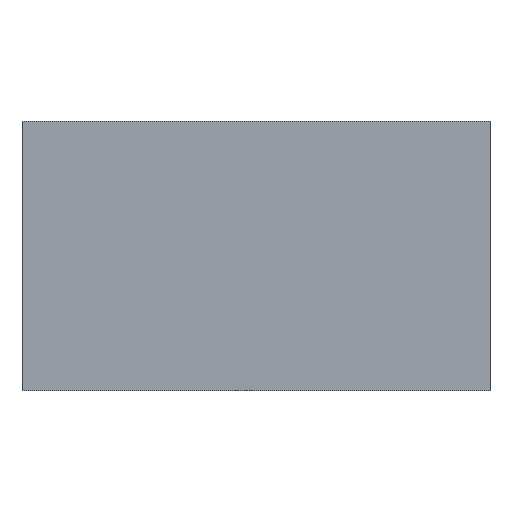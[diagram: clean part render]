
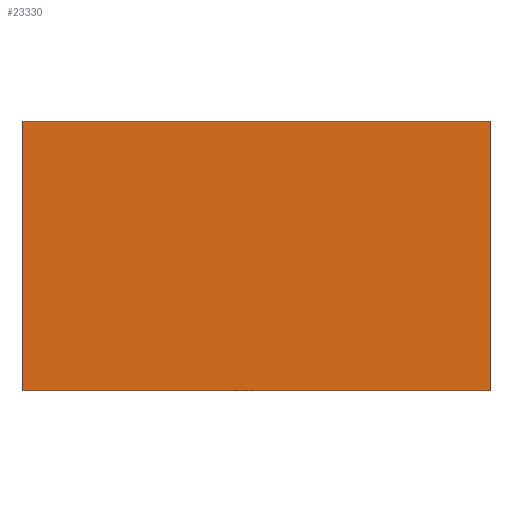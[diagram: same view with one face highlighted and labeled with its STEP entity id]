
A CAD part, front view. The second image highlights one B-rep face of the part: STEP entity #23330.
In plain terms, the highlighted planar face has unit normal (0, -1, 0).
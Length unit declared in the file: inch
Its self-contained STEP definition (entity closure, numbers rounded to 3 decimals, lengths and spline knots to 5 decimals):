
#1=DIRECTION('',(0.,0.,-1.));
#2=VECTOR('',#1,1.25984);
#3=CARTESIAN_POINT('',(0.,0.,0.));
#4=LINE('',#3,#2);
#5=DIRECTION('',(-1.,0.,0.));
#6=VECTOR('',#5,2.18504);
#7=CARTESIAN_POINT('',(2.18504,0.,0.));
#8=LINE('',#7,#6);
#9=DIRECTION('',(0.,0.,1.));
#10=VECTOR('',#9,1.25984);
#11=CARTESIAN_POINT('',(2.18504,0.,-1.25984));
#12=LINE('',#11,#10);
#13=DIRECTION('',(1.,0.,0.));
#14=VECTOR('',#13,2.18504);
#15=CARTESIAN_POINT('',(0.,0.,-1.25984));
#16=LINE('',#15,#14);
#18583=CARTESIAN_POINT('',(0.,0.,0.));
#18584=CARTESIAN_POINT('',(0.,0.,-1.25984));
#18585=VERTEX_POINT('',#18583);
#18586=VERTEX_POINT('',#18584);
#18587=CARTESIAN_POINT('',(2.18504,0.,-1.25984));
#18588=VERTEX_POINT('',#18587);
#18589=CARTESIAN_POINT('',(2.18504,0.,0.));
#18590=VERTEX_POINT('',#18589);
#23315=CARTESIAN_POINT('',(0.,0.,-1.25984));
#23316=DIRECTION('',(0.,1.,0.));
#23317=DIRECTION('',(1.,0.,0.));
#23318=AXIS2_PLACEMENT_3D('',#23315,#23316,#23317);
#23319=PLANE('',#23318);
#23321=ORIENTED_EDGE('',*,*,#23320,.F.);
#23323=ORIENTED_EDGE('',*,*,#23322,.F.);
#23325=ORIENTED_EDGE('',*,*,#23324,.F.);
#23327=ORIENTED_EDGE('',*,*,#23326,.F.);
#23328=EDGE_LOOP('',(#23321,#23323,#23325,#23327));
#23329=FACE_OUTER_BOUND('',#23328,.F.);
#23330=ADVANCED_FACE('',(#23329),#23319,.F.);
#23320=EDGE_CURVE('',#18585,#18586,#4,.T.);
#23322=EDGE_CURVE('',#18590,#18585,#8,.T.);
#23324=EDGE_CURVE('',#18588,#18590,#12,.T.);
#23326=EDGE_CURVE('',#18586,#18588,#16,.T.);
